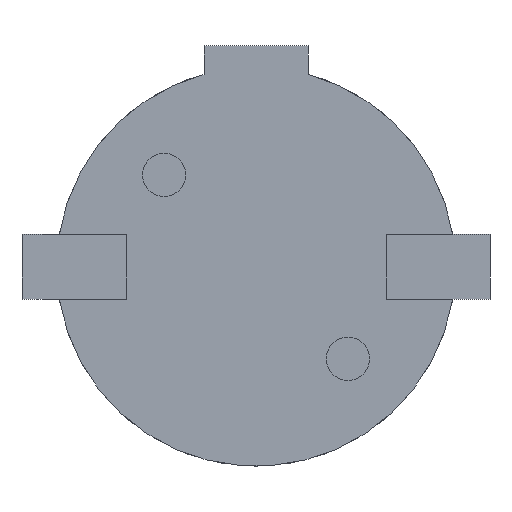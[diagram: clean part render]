
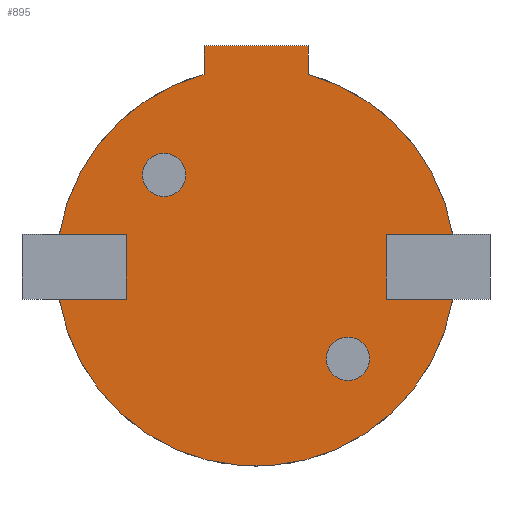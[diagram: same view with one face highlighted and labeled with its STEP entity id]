
A CAD part, front view. The second image highlights one B-rep face of the part: STEP entity #895.
In plain terms, the highlighted planar face has unit normal (0, -1, 0).
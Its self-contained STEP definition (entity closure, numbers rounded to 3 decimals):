
#15=FACE_BOUND('',#133,.T.);
#16=FACE_BOUND('',#134,.T.);
#28=CIRCLE('',#964,0.5);
#29=CIRCLE('',#966,0.5);
#30=CIRCLE('',#969,4.6);
#31=CIRCLE('',#974,4.6);
#32=CIRCLE('',#979,4.6);
#81=FACE_OUTER_BOUND('',#132,.T.);
#132=EDGE_LOOP('',(#669,#670,#671,#672,#673,#674,#675,#676,#677,#678,#679,
#680));
#133=EDGE_LOOP('',(#681));
#134=EDGE_LOOP('',(#682));
#195=LINE('',#1342,#292);
#199=LINE('',#1351,#296);
#201=LINE('',#1355,#298);
#203=LINE('',#1359,#300);
#206=LINE('',#1367,#303);
#208=LINE('',#1371,#305);
#210=LINE('',#1375,#307);
#213=LINE('',#1383,#310);
#215=LINE('',#1386,#312);
#292=VECTOR('',#1101,10.);
#296=VECTOR('',#1111,10.);
#298=VECTOR('',#1115,10.);
#300=VECTOR('',#1119,10.);
#303=VECTOR('',#1128,10.);
#305=VECTOR('',#1132,10.);
#307=VECTOR('',#1136,10.);
#310=VECTOR('',#1145,10.);
#312=VECTOR('',#1149,10.);
#384=VERTEX_POINT('',#1332);
#385=VERTEX_POINT('',#1336);
#386=VERTEX_POINT('',#1340);
#387=VERTEX_POINT('',#1341);
#388=VERTEX_POINT('',#1346);
#389=VERTEX_POINT('',#1350);
#390=VERTEX_POINT('',#1354);
#391=VERTEX_POINT('',#1358);
#392=VERTEX_POINT('',#1362);
#393=VERTEX_POINT('',#1366);
#394=VERTEX_POINT('',#1370);
#395=VERTEX_POINT('',#1374);
#396=VERTEX_POINT('',#1378);
#397=VERTEX_POINT('',#1382);
#470=EDGE_CURVE('',#384,#384,#28,.T.);
#472=EDGE_CURVE('',#385,#385,#29,.T.);
#474=EDGE_CURVE('',#386,#387,#195,.T.);
#477=EDGE_CURVE('',#388,#386,#30,.T.);
#479=EDGE_CURVE('',#389,#388,#199,.T.);
#481=EDGE_CURVE('',#390,#389,#201,.T.);
#483=EDGE_CURVE('',#391,#390,#203,.T.);
#485=EDGE_CURVE('',#392,#391,#31,.T.);
#487=EDGE_CURVE('',#393,#392,#206,.T.);
#489=EDGE_CURVE('',#394,#393,#208,.T.);
#491=EDGE_CURVE('',#395,#394,#210,.T.);
#493=EDGE_CURVE('',#396,#395,#32,.T.);
#495=EDGE_CURVE('',#397,#396,#213,.T.);
#497=EDGE_CURVE('',#387,#397,#215,.T.);
#669=ORIENTED_EDGE('',*,*,#497,.F.);
#670=ORIENTED_EDGE('',*,*,#474,.F.);
#671=ORIENTED_EDGE('',*,*,#477,.F.);
#672=ORIENTED_EDGE('',*,*,#479,.F.);
#673=ORIENTED_EDGE('',*,*,#481,.F.);
#674=ORIENTED_EDGE('',*,*,#483,.F.);
#675=ORIENTED_EDGE('',*,*,#485,.F.);
#676=ORIENTED_EDGE('',*,*,#487,.F.);
#677=ORIENTED_EDGE('',*,*,#489,.F.);
#678=ORIENTED_EDGE('',*,*,#491,.F.);
#679=ORIENTED_EDGE('',*,*,#493,.F.);
#680=ORIENTED_EDGE('',*,*,#495,.F.);
#681=ORIENTED_EDGE('',*,*,#470,.T.);
#682=ORIENTED_EDGE('',*,*,#472,.T.);
#796=PLANE('',#982);
#895=ADVANCED_FACE('',(#81,#15,#16),#796,.F.);
#964=AXIS2_PLACEMENT_3D('',#1333,#1091,#1092);
#966=AXIS2_PLACEMENT_3D('',#1337,#1096,#1097);
#969=AXIS2_PLACEMENT_3D('',#1347,#1106,#1107);
#974=AXIS2_PLACEMENT_3D('',#1363,#1123,#1124);
#979=AXIS2_PLACEMENT_3D('',#1379,#1140,#1141);
#982=AXIS2_PLACEMENT_3D('',#1387,#1150,#1151);
#1091=DIRECTION('center_axis',(0.,1.,0.));
#1092=DIRECTION('ref_axis',(1.,0.,0.));
#1096=DIRECTION('center_axis',(0.,1.,0.));
#1097=DIRECTION('ref_axis',(1.,0.,0.));
#1101=DIRECTION('',(-1.,0.,0.));
#1106=DIRECTION('center_axis',(0.,1.,0.));
#1107=DIRECTION('ref_axis',(0.261,0.,0.965));
#1111=DIRECTION('',(0.,0.,-1.));
#1115=DIRECTION('',(1.,0.,0.));
#1119=DIRECTION('',(0.,0.,1.));
#1123=DIRECTION('center_axis',(0.,1.,0.));
#1124=DIRECTION('ref_axis',(-0.987,0.,0.163));
#1128=DIRECTION('',(-1.,0.,0.));
#1132=DIRECTION('',(0.,0.,1.));
#1136=DIRECTION('',(1.,0.,0.));
#1140=DIRECTION('center_axis',(0.,1.,0.));
#1141=DIRECTION('ref_axis',(0.987,0.,-0.163));
#1145=DIRECTION('',(1.,0.,0.));
#1149=DIRECTION('',(0.,0.,-1.));
#1150=DIRECTION('center_axis',(0.,1.,0.));
#1151=DIRECTION('ref_axis',(0.,0.,1.));
#1332=CARTESIAN_POINT('',(-2.621,0.,2.121));
#1333=CARTESIAN_POINT('Origin',(-2.121,0.,2.121));
#1336=CARTESIAN_POINT('',(1.621,0.,-2.121));
#1337=CARTESIAN_POINT('Origin',(2.121,0.,-2.121));
#1340=CARTESIAN_POINT('',(4.538,0.,0.75));
#1341=CARTESIAN_POINT('',(3.,0.,0.75));
#1342=CARTESIAN_POINT('',(5.4,0.,0.75));
#1346=CARTESIAN_POINT('',(1.2,0.,4.441));
#1347=CARTESIAN_POINT('Origin',(0.,0.,0.));
#1350=CARTESIAN_POINT('',(1.2,0.,5.1));
#1351=CARTESIAN_POINT('',(1.2,0.,5.1));
#1354=CARTESIAN_POINT('',(-1.2,0.,5.1));
#1355=CARTESIAN_POINT('',(-1.2,0.,5.1));
#1358=CARTESIAN_POINT('',(-1.2,0.,4.441));
#1359=CARTESIAN_POINT('',(-1.2,0.,4.441));
#1362=CARTESIAN_POINT('',(-4.538,0.,0.75));
#1363=CARTESIAN_POINT('Origin',(0.,0.,0.));
#1366=CARTESIAN_POINT('',(-3.,0.,0.75));
#1367=CARTESIAN_POINT('',(-3.,0.,0.75));
#1370=CARTESIAN_POINT('',(-3.,0.,-0.75));
#1371=CARTESIAN_POINT('',(-3.,0.,-0.75));
#1374=CARTESIAN_POINT('',(-4.538,0.,-0.75));
#1375=CARTESIAN_POINT('',(-5.4,0.,-0.75));
#1378=CARTESIAN_POINT('',(4.538,0.,-0.75));
#1379=CARTESIAN_POINT('Origin',(0.,0.,0.));
#1382=CARTESIAN_POINT('',(3.,0.,-0.75));
#1383=CARTESIAN_POINT('',(3.,0.,-0.75));
#1386=CARTESIAN_POINT('',(3.,0.,0.));
#1387=CARTESIAN_POINT('Origin',(0.,0.,0.336));
